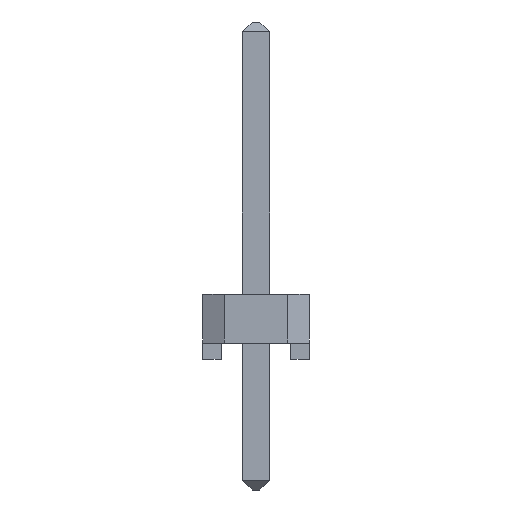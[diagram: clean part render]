
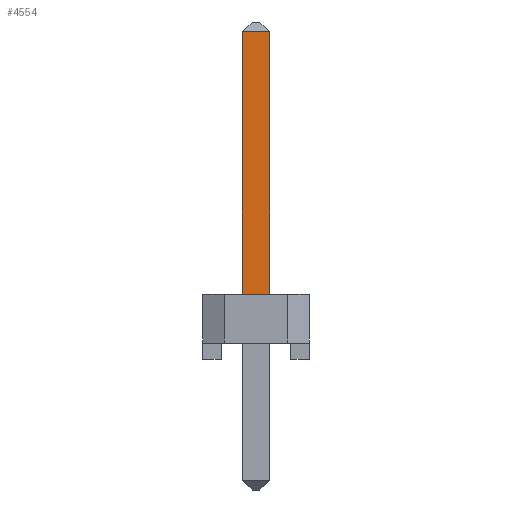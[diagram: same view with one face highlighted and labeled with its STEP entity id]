
A CAD part, left-side view. The second image highlights one B-rep face of the part: STEP entity #4554.
In plain terms, the highlighted planar face has unit normal (-1, 0, 0).
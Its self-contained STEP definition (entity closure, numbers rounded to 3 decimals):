
#78=FACE_OUTER_BOUND('',#354,.T.);
#354=EDGE_LOOP('',(#3057,#3058,#3059,#3060));
#651=LINE('',#6403,#1299);
#657=LINE('',#6413,#1305);
#660=LINE('',#6419,#1308);
#661=LINE('',#6420,#1309);
#1299=VECTOR('',#5192,0.635);
#1305=VECTOR('',#5204,6.121);
#1308=VECTOR('',#5209,6.121);
#1309=VECTOR('',#5210,0.635);
#1931=VERTEX_POINT('',#6400);
#1932=VERTEX_POINT('',#6402);
#1933=VERTEX_POINT('',#6412);
#1935=VERTEX_POINT('',#6418);
#2355=EDGE_CURVE('',#1931,#1932,#651,.T.);
#2361=EDGE_CURVE('',#1932,#1933,#657,.T.);
#2364=EDGE_CURVE('',#1931,#1935,#660,.T.);
#2365=EDGE_CURVE('',#1935,#1933,#661,.T.);
#3057=ORIENTED_EDGE('',*,*,#2355,.F.);
#3058=ORIENTED_EDGE('',*,*,#2364,.T.);
#3059=ORIENTED_EDGE('',*,*,#2365,.T.);
#3060=ORIENTED_EDGE('',*,*,#2361,.F.);
#4278=PLANE('',#4849);
#4554=ADVANCED_FACE('',(#78),#4278,.T.);
#4849=AXIS2_PLACEMENT_3D('',#6417,#5207,#5208);
#5192=DIRECTION('',(0.,-1.,0.));
#5204=DIRECTION('',(0.,0.,-1.));
#5207=DIRECTION('center_axis',(-1.,0.,0.));
#5208=DIRECTION('ref_axis',(0.,0.,-1.));
#5209=DIRECTION('',(0.,0.,-1.));
#5210=DIRECTION('',(0.,-1.,0.));
#6400=CARTESIAN_POINT('',(-0.318,0.317,7.645));
#6402=CARTESIAN_POINT('',(-0.318,-0.318,7.645));
#6403=CARTESIAN_POINT('',(-0.318,0.,7.645));
#6412=CARTESIAN_POINT('',(-0.318,-0.318,1.524));
#6413=CARTESIAN_POINT('',(-0.318,-0.318,4.699));
#6417=CARTESIAN_POINT('Origin',(-0.318,0.,4.699));
#6418=CARTESIAN_POINT('',(-0.318,0.317,1.524));
#6419=CARTESIAN_POINT('',(-0.318,0.317,4.699));
#6420=CARTESIAN_POINT('',(-0.318,0.,1.524));
